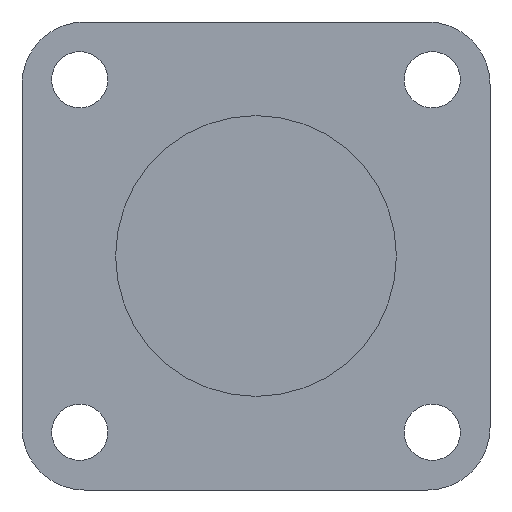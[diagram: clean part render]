
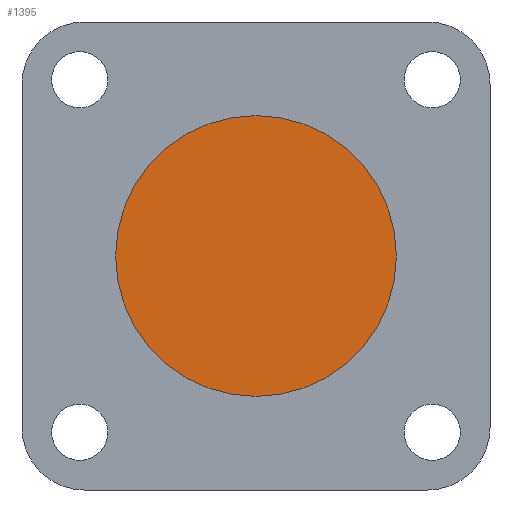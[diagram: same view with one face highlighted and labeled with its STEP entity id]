
A CAD part, left-side view. The second image highlights one B-rep face of the part: STEP entity #1395.
In plain terms, the highlighted planar face has unit normal (-1, 0, 0).
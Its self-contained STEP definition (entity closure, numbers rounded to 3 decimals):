
#10 = DIRECTION ( 'NONE',  ( 1., 0., 0. ) ) ;
#45 = CARTESIAN_POINT ( 'NONE',  ( 7., 0., 22.5 ) ) ;
#225 = CIRCLE ( 'NONE', #620, 22.5 ) ;
#301 = DIRECTION ( 'NONE',  ( 1., 0., 0. ) ) ;
#406 = EDGE_LOOP ( 'NONE', ( #1155, #1385 ) ) ;
#601 = VERTEX_POINT ( 'NONE', #45 ) ;
#620 = AXIS2_PLACEMENT_3D ( 'NONE', #1145, #301, #1292 ) ;
#732 = DIRECTION ( 'NONE',  ( 1., 0., 0. ) ) ;
#740 = FACE_OUTER_BOUND ( 'NONE', #406, .T. ) ;
#859 = CARTESIAN_POINT ( 'NONE',  ( 7., 0., 0. ) ) ;
#865 = VERTEX_POINT ( 'NONE', #1804 ) ;
#974 = EDGE_CURVE ( 'NONE', #865, #601, #1541, .T. ) ;
#993 = DIRECTION ( 'NONE',  ( 0., 0., -1. ) ) ;
#1027 = AXIS2_PLACEMENT_3D ( 'NONE', #859, #10, #993 ) ;
#1128 = PLANE ( 'NONE',  #1027 ) ;
#1145 = CARTESIAN_POINT ( 'NONE',  ( 7., 0., 0. ) ) ;
#1155 = ORIENTED_EDGE ( 'NONE', *, *, #974, .F. ) ;
#1292 = DIRECTION ( 'NONE',  ( 0., 0., -1. ) ) ;
#1385 = ORIENTED_EDGE ( 'NONE', *, *, #1496, .F. ) ;
#1395 = ADVANCED_FACE ( 'NONE', ( #740 ), #1128, .F. ) ;
#1496 = EDGE_CURVE ( 'NONE', #601, #865, #225, .T. ) ;
#1541 = CIRCLE ( 'NONE', #1650, 22.5 ) ;
#1566 = CARTESIAN_POINT ( 'NONE',  ( 7., 0., 0. ) ) ;
#1650 = AXIS2_PLACEMENT_3D ( 'NONE', #1566, #732, #1709 ) ;
#1709 = DIRECTION ( 'NONE',  ( 0., 0., -1. ) ) ;
#1804 = CARTESIAN_POINT ( 'NONE',  ( 7., 0., -22.5 ) ) ;
